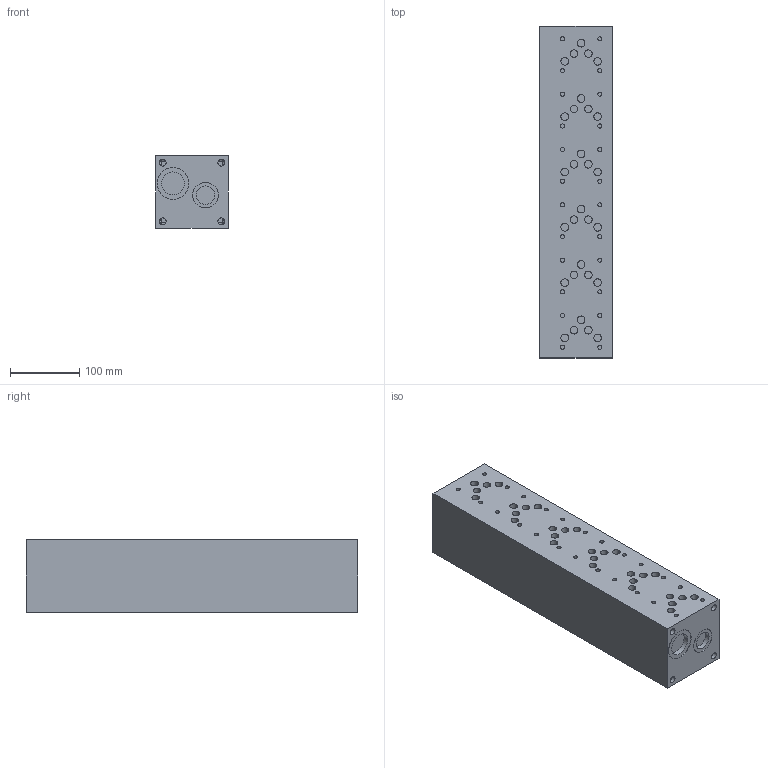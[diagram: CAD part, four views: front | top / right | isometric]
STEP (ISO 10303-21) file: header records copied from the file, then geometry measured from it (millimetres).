
FILE_DESCRIPTION( ( 'STEP AP214' ), '1' );
FILE_NAME( 'tmp0.step', '2009-02-25T09:25:38', ( ' ' ), ( ' ' ), 'XStep 1.0', ' ', ' ' );
FILE_SCHEMA( ( 'automotive_design' ) );
Length unit declared in the file: millimetre
Products named in the file (1): 1
Bounding box: 105 x 480 x 105 mm (x, y, z)
Volume: 5175479.2 mm3; surface area: 252982.4 mm2
Topology: 1 solids, 1 shells, 372 faces, 832 edges, 552 vertices
Faces by surface type: cylinder 216, plane 130, cone 26
Entity records: 20663 total; most frequent: CARTESIAN_POINT 2069, DIRECTION 1984, STYLED_ITEM 1757, PRESENTATION_STYLE_ASSIGNMENT 1757, COLOUR_RGB 1757, ORIENTED_EDGE 1664, EDGE_CURVE 832, CURVE_STYLE 832
